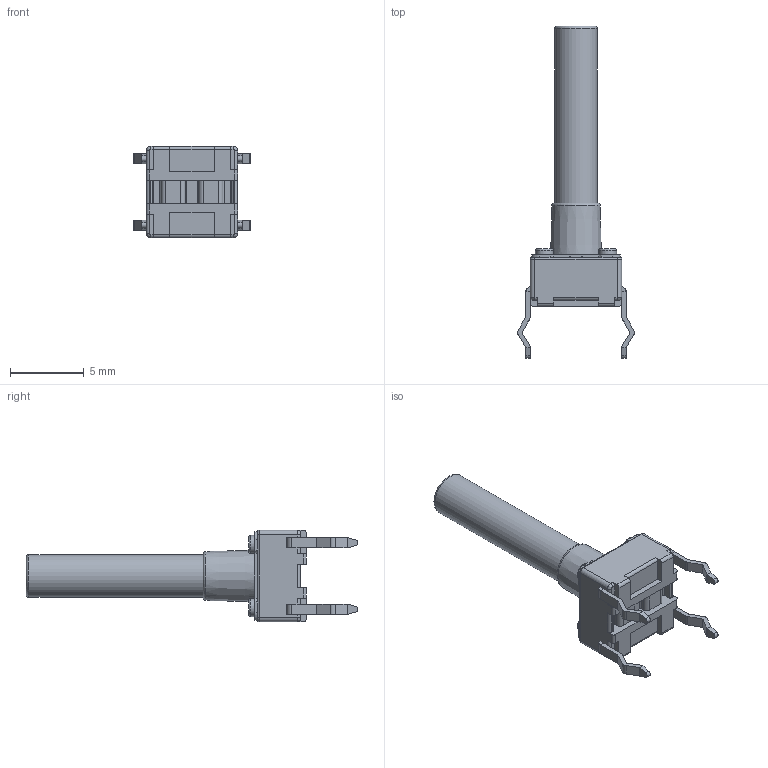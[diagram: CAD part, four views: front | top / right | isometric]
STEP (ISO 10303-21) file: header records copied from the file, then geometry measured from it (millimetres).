
FILE_DESCRIPTION(/* description */ (''),/* implementation_level */ '2;1');
FILE_NAME(/* name */ '6x6x19.step',/* time_stamp */ '2020-10-26T00:21:18+03:00',/* author */ (''),/* organization */ (''),/* preprocessor_version */ 'ST-DEVELOPER v18.1',/* originating_system */ 'Autodesk Translation Framework v9.3.0.1241',/* authorisation */ '');
FILE_SCHEMA (('AUTOMOTIVE_DESIGN { 1 0 10303 214 3 1 1 }'));
Length unit declared in the file: millimetre
Products named in the file (1): (Unsaved)
Bounding box: 7.9 x 22.5 x 6.2 mm (x, y, z)
Volume: 238.6 mm3; surface area: 367.9 mm2
Topology: 1 solids, 5 shells, 261 faces, 669 edges, 424 vertices
Faces by surface type: plane 136, cylinder 110, torus 10, bspline 4, cone 1
Full cylindrical faces by diameter (mm): 0.9 x4, 0.95 x4, 1.2 x4, 2.911 x1, 3.7 x1
Entity records: 7958 total; most frequent: DIRECTION 1431, CARTESIAN_POINT 1387, ORIENTED_EDGE 1338, EDGE_CURVE 669, AXIS2_PLACEMENT_3D 504, VERTEX_POINT 424, LINE 423, VECTOR 423
